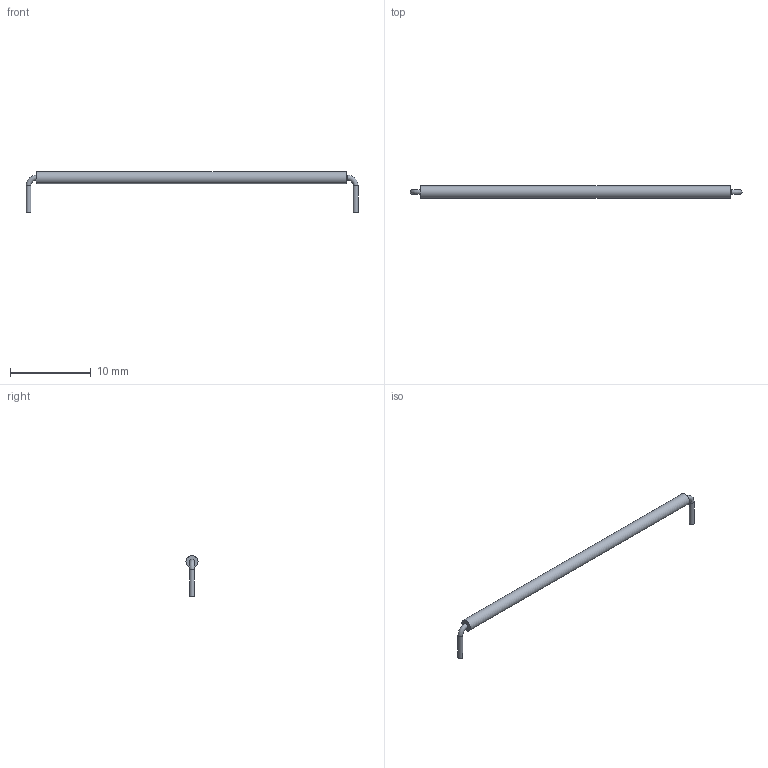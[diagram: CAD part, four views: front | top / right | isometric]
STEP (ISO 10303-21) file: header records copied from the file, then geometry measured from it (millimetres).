
FILE_DESCRIPTION(('FreeCAD Model'),'2;1');
FILE_NAME('Open CASCADE Shape Model','2023-02-14T09:27:38',('BT'),(''), 'Open CASCADE STEP processor 7.6','FreeCAD','Unknown');
FILE_SCHEMA(('AUTOMOTIVE_DESIGN_CC2 { 1 2 10303 214 -1 1 5 4 }'));
Length unit declared in the file: millimetre
Products named in the file (1): Pad
Bounding box: 41.24 x 1.5 x 5.05 mm (x, y, z)
Volume: 70.8 mm3; surface area: 203.6 mm2
Topology: 1 solids, 1 shells, 10 faces, 15 edges, 9 vertices
Faces by surface type: plane 4, cylinder 4, torus 2
Full cylindrical faces by diameter (mm): 0.6 x3, 1.5 x1
Entity records: 309 total; most frequent: DIRECTION 48, CARTESIAN_POINT 35, ORIENTED_EDGE 30, AXIS2_PLACEMENT_3D 22, EDGE_CURVE 15, FACE_BOUND 12, EDGE_LOOP 12, CIRCLE 11
